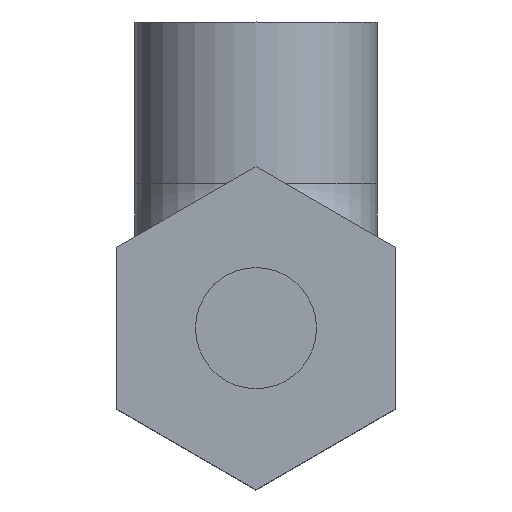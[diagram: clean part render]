
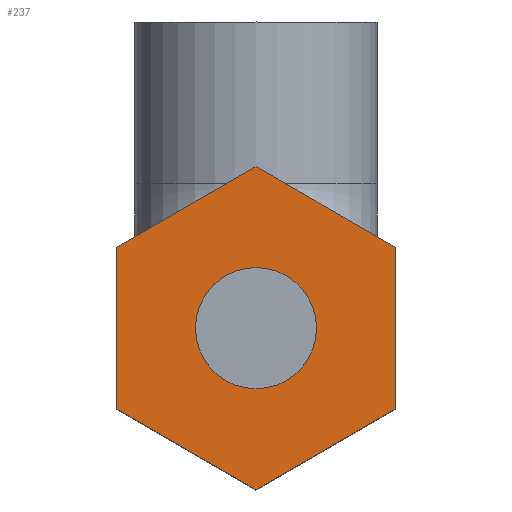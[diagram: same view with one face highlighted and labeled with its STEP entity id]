
A CAD part, top view. The second image highlights one B-rep face of the part: STEP entity #237.
In plain terms, the highlighted planar face has unit normal (0, 0, 1).
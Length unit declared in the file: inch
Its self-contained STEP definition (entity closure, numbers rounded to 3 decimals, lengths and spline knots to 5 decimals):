
#14=FACE_BOUND('',#59,.T.);
#28=PLANE('',#275);
#43=FACE_OUTER_BOUND('',#58,.T.);
#58=EDGE_LOOP('',(#214,#215,#216,#217,#218,#219));
#59=EDGE_LOOP('',(#220));
#70=LINE('',#389,#91);
#72=LINE('',#393,#93);
#74=LINE('',#397,#95);
#76=LINE('',#401,#97);
#78=LINE('',#405,#99);
#80=LINE('',#408,#101);
#91=VECTOR('',#322,0.3937);
#93=VECTOR('',#326,0.3937);
#95=VECTOR('',#330,0.3937);
#97=VECTOR('',#334,0.3937);
#99=VECTOR('',#338,0.3937);
#101=VECTOR('',#342,0.3937);
#110=CIRCLE('',#268,0.1875);
#124=VERTEX_POINT('',#382);
#125=VERTEX_POINT('',#386);
#126=VERTEX_POINT('',#388);
#127=VERTEX_POINT('',#392);
#128=VERTEX_POINT('',#396);
#129=VERTEX_POINT('',#400);
#130=VERTEX_POINT('',#404);
#147=EDGE_CURVE('',#124,#124,#110,.T.);
#150=EDGE_CURVE('',#126,#125,#70,.T.);
#152=EDGE_CURVE('',#127,#126,#72,.T.);
#154=EDGE_CURVE('',#128,#127,#74,.T.);
#156=EDGE_CURVE('',#129,#128,#76,.T.);
#158=EDGE_CURVE('',#130,#129,#78,.T.);
#160=EDGE_CURVE('',#125,#130,#80,.T.);
#214=ORIENTED_EDGE('',*,*,#160,.T.);
#215=ORIENTED_EDGE('',*,*,#158,.T.);
#216=ORIENTED_EDGE('',*,*,#156,.T.);
#217=ORIENTED_EDGE('',*,*,#154,.T.);
#218=ORIENTED_EDGE('',*,*,#152,.T.);
#219=ORIENTED_EDGE('',*,*,#150,.T.);
#220=ORIENTED_EDGE('',*,*,#147,.T.);
#237=ADVANCED_FACE('',(#43,#14),#28,.T.);
#268=AXIS2_PLACEMENT_3D('',#383,#316,#317);
#275=AXIS2_PLACEMENT_3D('',#409,#343,#344);
#316=DIRECTION('center_axis',(0.,0.,
-1.));
#317=DIRECTION('ref_axis',(-1.,0.,0.));
#322=DIRECTION('',(0.866,-0.5,0.));
#326=DIRECTION('',(0.,-1.,0.));
#330=DIRECTION('',(-0.866,-0.5,0.));
#334=DIRECTION('',(-0.866,0.5,0.));
#338=DIRECTION('',(0.,1.,0.));
#342=DIRECTION('',(0.866,0.5,0.));
#343=DIRECTION('center_axis',(0.,0.,
1.));
#344=DIRECTION('ref_axis',(-1.,0.,0.));
#382=CARTESIAN_POINT('',(-3.45423,-5.81219,11.77129));
#383=CARTESIAN_POINT('Origin',(-3.64173,-5.81219,11.77129));
#386=CARTESIAN_POINT('',(-3.64173,-6.31219,11.77129));
#388=CARTESIAN_POINT('',(-4.07474,-6.06219,11.77129));
#389=CARTESIAN_POINT('',(-4.07474,-6.06219,11.77129));
#392=CARTESIAN_POINT('',(-4.07474,-5.56219,11.77129));
#393=CARTESIAN_POINT('',(-4.07474,-5.56219,11.77129));
#396=CARTESIAN_POINT('',(-3.64173,-5.31219,11.77129));
#397=CARTESIAN_POINT('',(-3.64173,-5.31219,11.77129));
#400=CARTESIAN_POINT('',(-3.20872,-5.56219,11.77129));
#401=CARTESIAN_POINT('',(-3.20872,-5.56219,11.77129));
#404=CARTESIAN_POINT('',(-3.20872,-6.06219,11.77129));
#405=CARTESIAN_POINT('',(-3.20872,-6.06219,11.77129));
#408=CARTESIAN_POINT('',(-3.64173,-6.31219,11.77129));
#409=CARTESIAN_POINT('Origin',(-3.64173,-5.81219,11.77129));
